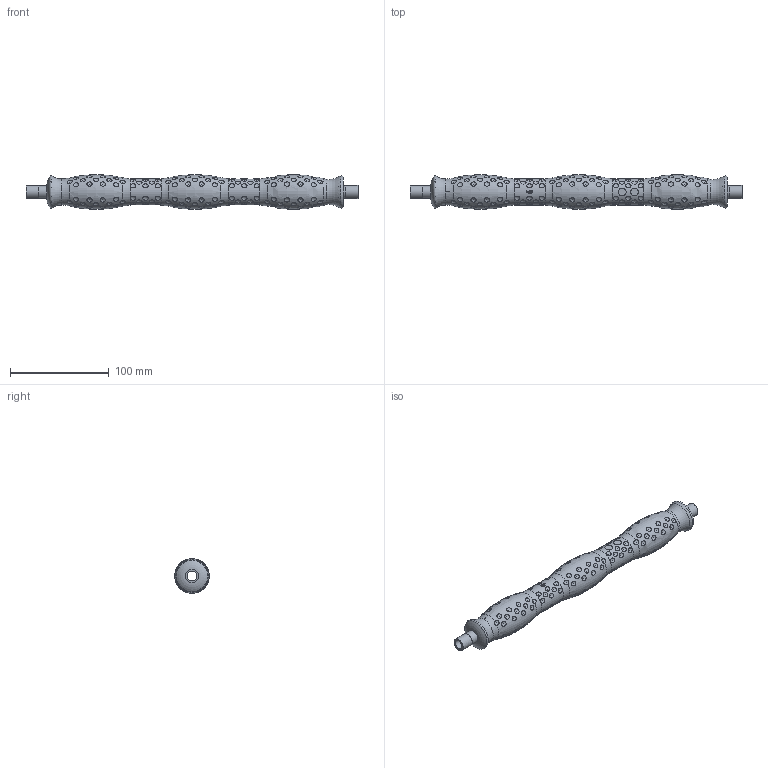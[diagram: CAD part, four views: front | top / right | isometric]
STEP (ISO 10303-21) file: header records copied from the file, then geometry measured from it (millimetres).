
FILE_DESCRIPTION(/* description */ ('Unknown'),/* implementation_level */ '2;1');
FILE_NAME(/* name */ '20 0029 303_ST-29_Lanze_330-300',/* time_stamp */ '2023-01-26T07:56:49+01:00',/* author */ ('Unknown'),/* organization */ ('Unknown'),/* preprocessor_version */ 'ST-DEVELOPER v18.102',/* originating_system */ 'Solid Edge',/* authorisation */ 'Unknown');
FILE_SCHEMA (('AUTOMOTIVE_DESIGN {1 0 10303 214 3 1 1}'));
Length unit declared in the file: millimetre
Products named in the file (3): 20 0029 303_ST-29_Lanze_330-300; 23479_400001160_Lanze__12_8x1_6_330mm_G1_4_AG_00259243; 400001095_Isolierung_ST-29__35x300_00259006
Assembly tree (2 placements, depth 2):
  20 0029 303_ST-29_Lanze_330-300
    23479_400001160_Lanze__12_8x1_6_330mm_G1_4_AG_00259243
    400001095_Isolierung_ST-29__35x300_00259006
Bounding box: 336 x 34.95 x 34.99 mm (x, y, z)
Volume: 197650.6 mm3; surface area: 66363.6 mm2
Topology: 2 solids, 2 shells, 540 faces, 1720 edges, 1207 vertices
Faces by surface type: sphere 220, plane 190, bspline 79, cylinder 32, torus 17, cone 2
Full cylindrical faces by diameter (mm): 8 x2, 9.6 x1, 12.8 x2, 13.157 x2, 27 x2
Entity records: 20144 total; most frequent: CARTESIAN_POINT 10569, ORIENTED_EDGE 1894, DIRECTION 1357, EDGE_CURVE 947, EDGE_LOOP 853, FACE_BOUND 853, VERTEX_POINT 722, B_SPLINE_CURVE_WITH_KNOTS 612
